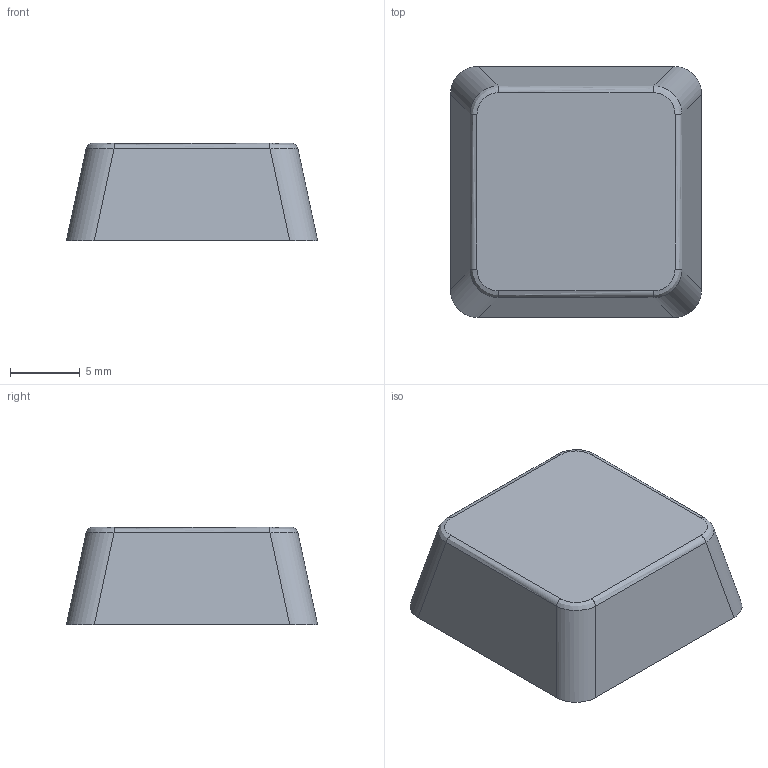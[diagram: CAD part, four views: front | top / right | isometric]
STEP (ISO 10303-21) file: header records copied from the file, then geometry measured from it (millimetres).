
FILE_DESCRIPTION(('FreeCAD Model'),'2;1');
FILE_NAME('Open CASCADE Shape Model','2022-01-11T14:27:02',('Author'),( ''),'Open CASCADE STEP processor 7.5','FreeCAD','Unknown');
FILE_SCHEMA(('AUTOMOTIVE_DESIGN { 1 0 10303 214 1 1 1 1 }'));
Length unit declared in the file: millimetre
Products named in the file (1): Körper
Bounding box: 18 x 18 x 7 mm (x, y, z)
Volume: 906.7 mm3; surface area: 1301.9 mm2
Topology: 1 solids, 1 shells, 79 faces, 185 edges, 111 vertices
Faces by surface type: bspline 40, plane 37, torus 1, cylinder 1
Full cylindrical faces by diameter (mm): 5.5 x1
Entity records: 7094 total; most frequent: CARTESIAN_POINT 4026, ORIENTED_EDGE 370, PCURVE 370, DEFINITIONAL_REPRESENTATION 370, DIRECTION 355, LINE 265, VECTOR 265, B_SPLINE_CURVE_WITH_KNOTS 216
